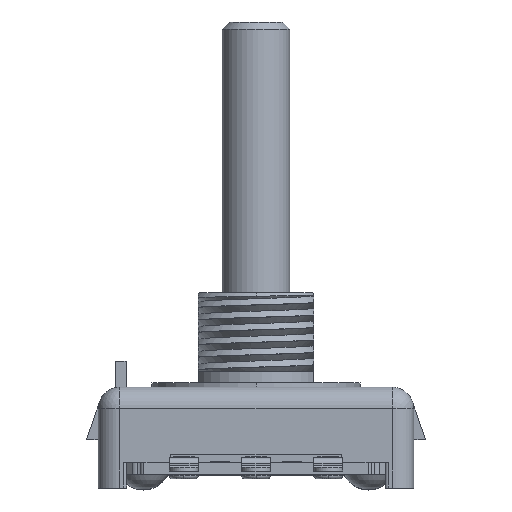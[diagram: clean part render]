
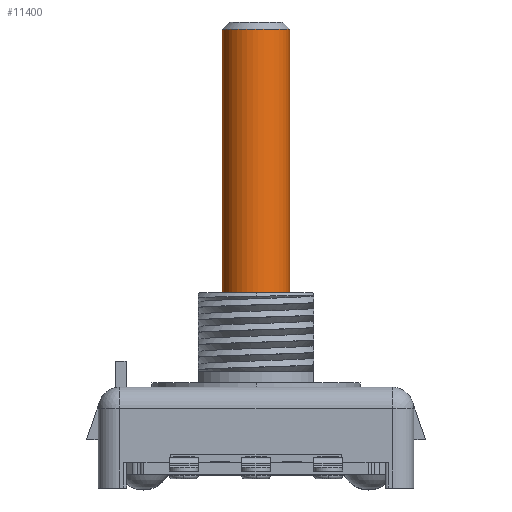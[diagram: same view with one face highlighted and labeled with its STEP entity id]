
A CAD part, top view. The second image highlights one B-rep face of the part: STEP entity #11400.
In plain terms, the highlighted cylindrical face has radius 2.375 mm (diameter 4.75 mm), a partial arc.
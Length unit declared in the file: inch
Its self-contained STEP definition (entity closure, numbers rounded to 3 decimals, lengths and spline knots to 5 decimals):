
#3780=CARTESIAN_POINT('',(0.,0.46957,0.));
#3781=DIRECTION('',(0.,1.,0.));
#3782=DIRECTION('',(-0.322,0.,-0.947));
#3783=AXIS2_PLACEMENT_3D('',#3780,#3781,#3782);
#3796=CARTESIAN_POINT('',(0.09172,1.20059,
-0.01819));
#3798=CARTESIAN_POINT('',(-0.0301,1.20059,
-0.08853));
#3811=DIRECTION('',(0.,1.,0.));
#3812=VECTOR('',#3811,0.73102);
#3813=CARTESIAN_POINT('',(0.09172,0.46957,
-0.01819));
#3814=LINE('',#3813,#3812);
#3820=CARTESIAN_POINT('',(0.,1.20059,
0.));
#3821=DIRECTION('',(0.,-1.,0.));
#3822=DIRECTION('',(0.981,0.,-0.195));
#3823=AXIS2_PLACEMENT_3D('',#3820,#3821,#3822);
#3829=DIRECTION('',(0.,1.,0.));
#3830=VECTOR('',#3829,0.73102);
#3831=CARTESIAN_POINT('',(-0.0301,0.46957,
-0.08853));
#3832=LINE('',#3831,#3830);
#5399=CARTESIAN_POINT('',(0.09172,0.46957,
-0.01819));
#5400=CARTESIAN_POINT('',(-0.0301,0.46957,
-0.08853));
#5401=VERTEX_POINT('',#5399);
#5402=VERTEX_POINT('',#5400);
#5404=VERTEX_POINT('',#3796);
#5405=VERTEX_POINT('',#3798);
#11389=CARTESIAN_POINT('',(0.,0.46957,0.));
#11390=DIRECTION('',(0.,1.,0.));
#11391=DIRECTION('',(-0.866,0.,-0.5));
#11392=AXIS2_PLACEMENT_3D('',#11389,#11390,#11391);
#11393=CYLINDRICAL_SURFACE('',#11392,0.0935);
#11394=ORIENTED_EDGE('',*,*,#11373,.F.);
#11395=ORIENTED_EDGE('',*,*,#11360,.F.);
#11396=ORIENTED_EDGE('',*,*,#11341,.F.);
#11397=ORIENTED_EDGE('',*,*,#11357,.T.);
#11398=EDGE_LOOP('',(#11394,#11395,#11396,#11397));
#11399=FACE_OUTER_BOUND('',#11398,.F.);
#11400=ADVANCED_FACE('',(#11399),#11393,.T.);
#3784=CIRCLE('',#3783,0.0935);
#3824=CIRCLE('',#3823,0.0935);
#11341=EDGE_CURVE('',#5402,#5401,#3784,.T.);
#11357=EDGE_CURVE('',#5402,#5405,#3832,.T.);
#11360=EDGE_CURVE('',#5401,#5404,#3814,.T.);
#11373=EDGE_CURVE('',#5404,#5405,#3824,.T.);
